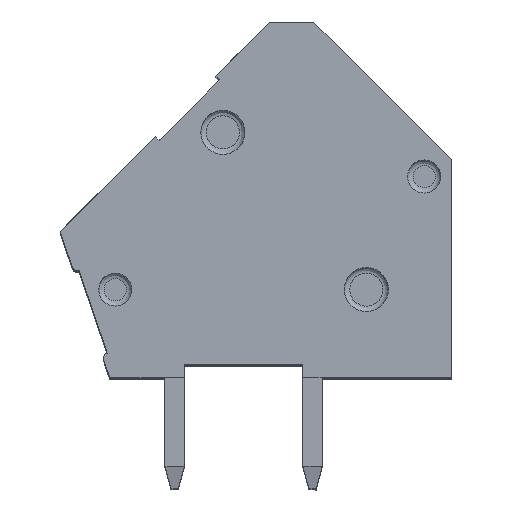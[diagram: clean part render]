
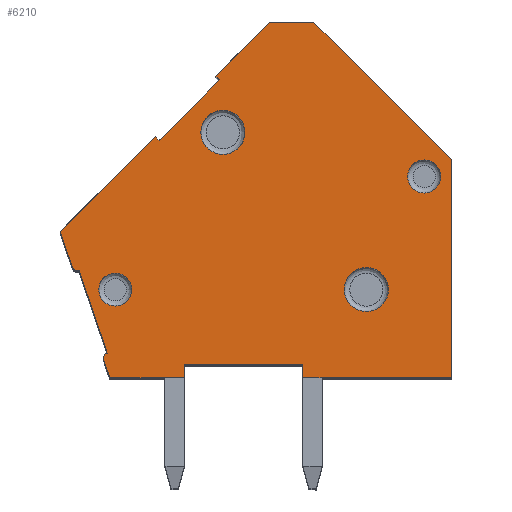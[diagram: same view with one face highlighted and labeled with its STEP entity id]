
A CAD part, top view. The second image highlights one B-rep face of the part: STEP entity #6210.
In plain terms, the highlighted planar face has unit normal (0, 0, 1).
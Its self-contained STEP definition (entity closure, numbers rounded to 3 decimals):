
#3698=CARTESIAN_POINT('',(-9.7,0.5,2.5));
#3699=VERTEX_POINT('',#3698);
#3706=CARTESIAN_POINT('',(-9.7,0.,2.5));
#3707=VERTEX_POINT('',#3706);
#3708=CARTESIAN_POINT('',(-9.7,0.5,2.5));
#3709=DIRECTION('',(0.0,-1.0,0.0));
#3710=VECTOR('',#3709,0.5);
#3711=LINE('',#3708,#3710);
#3712=EDGE_CURVE('',#3699,#3707,#3711,.T.);
#4230=CARTESIAN_POINT('',(-10.608,8.609,2.5));
#4231=VERTEX_POINT('',#4230);
#4238=CARTESIAN_POINT('',(-8.416,10.801,2.5));
#4239=VERTEX_POINT('',#4238);
#4240=CARTESIAN_POINT('',(-10.608,8.609,2.5));
#4241=DIRECTION('',(0.707,0.707,0.0));
#4242=VECTOR('',#4241,3.1);
#4243=LINE('',#4240,#4242);
#4244=EDGE_CURVE('',#4231,#4239,#4243,.T.);
#4277=CARTESIAN_POINT('',(-10.75,8.75,2.5));
#4278=VERTEX_POINT('',#4277);
#4285=CARTESIAN_POINT('',(-10.75,8.75,2.5));
#4286=DIRECTION('',(0.707,-0.707,0.0));
#4287=VECTOR('',#4286,0.2);
#4288=LINE('',#4285,#4287);
#4289=EDGE_CURVE('',#4278,#4231,#4288,.T.);
#4609=CARTESIAN_POINT('',(-11.6,3.2,2.5));
#4610=VERTEX_POINT('',#4609);
#4611=CARTESIAN_POINT('',(-12.2,3.2,2.5));
#4612=DIRECTION('',(0.0,0.0,-1.0));
#4613=DIRECTION('',(-1.0,0.0,0.0));
#4614=AXIS2_PLACEMENT_3D('',#4611,#4612,#4613);
#4615=CIRCLE('',#4614,0.6);
#4616=EDGE_CURVE('',#4610,#4610,#4615,.T.);
#4714=CARTESIAN_POINT('',(-0.4,7.3,2.5));
#4715=VERTEX_POINT('',#4714);
#4716=CARTESIAN_POINT('',(-1.,7.3,2.5));
#4717=DIRECTION('',(0.0,0.0,-1.0));
#4718=DIRECTION('',(-1.0,0.0,0.0));
#4719=AXIS2_PLACEMENT_3D('',#4716,#4717,#4718);
#4720=CIRCLE('',#4719,0.6);
#4721=EDGE_CURVE('',#4715,#4715,#4720,.T.);
#4819=CARTESIAN_POINT('',(-2.3,3.2,2.5));
#4820=VERTEX_POINT('',#4819);
#4821=CARTESIAN_POINT('',(-3.1,3.2,2.5));
#4822=DIRECTION('',(0.0,0.0,-1.0));
#4823=DIRECTION('',(-1.0,0.0,0.0));
#4824=AXIS2_PLACEMENT_3D('',#4821,#4822,#4823);
#4825=CIRCLE('',#4824,0.8);
#4826=EDGE_CURVE('',#4820,#4820,#4825,.T.);
#4942=CARTESIAN_POINT('',(-7.5,8.9,2.5));
#4943=VERTEX_POINT('',#4942);
#4944=CARTESIAN_POINT('',(-8.3,8.9,2.5));
#4945=DIRECTION('',(0.0,0.0,-1.0));
#4946=DIRECTION('',(-1.0,0.0,0.0));
#4947=AXIS2_PLACEMENT_3D('',#4944,#4945,#4946);
#4948=CIRCLE('',#4947,0.8);
#4949=EDGE_CURVE('',#4943,#4943,#4948,.T.);
#5625=CARTESIAN_POINT('',(-5.4,0.,2.5));
#5626=VERTEX_POINT('',#5625);
#5633=CARTESIAN_POINT('',(-5.4,0.5,2.5));
#5634=VERTEX_POINT('',#5633);
#5635=CARTESIAN_POINT('',(-5.4,0.,2.5));
#5636=DIRECTION('',(0.0,1.0,0.0));
#5637=VECTOR('',#5636,0.5);
#5638=LINE('',#5635,#5637);
#5639=EDGE_CURVE('',#5626,#5634,#5638,.T.);
#5690=CARTESIAN_POINT('',(-12.4,0.,2.5));
#5691=VERTEX_POINT('',#5690);
#5692=CARTESIAN_POINT('',(-9.7,0.,2.5));
#5693=DIRECTION('',(-1.0,0.0,0.0));
#5694=VECTOR('',#5693,2.7);
#5695=LINE('',#5692,#5694);
#5696=EDGE_CURVE('',#3707,#5691,#5695,.T.);
#5847=CARTESIAN_POINT('',(0.0,0.0,2.5));
#5848=VERTEX_POINT('',#5847);
#5855=CARTESIAN_POINT('',(0.0,0.0,2.5));
#5856=DIRECTION('',(-1.0,0.0,0.0));
#5857=VECTOR('',#5856,5.4);
#5858=LINE('',#5855,#5857);
#5859=EDGE_CURVE('',#5848,#5626,#5858,.T.);
#5873=CARTESIAN_POINT('',(-12.62,0.646,2.5));
#5874=VERTEX_POINT('',#5873);
#5875=CARTESIAN_POINT('',(-12.4,0.,2.5));
#5876=DIRECTION('',(-0.322,0.947,0.0));
#5877=VECTOR('',#5876,0.683);
#5878=LINE('',#5875,#5877);
#5879=EDGE_CURVE('',#5691,#5874,#5878,.T.);
#5896=CARTESIAN_POINT('',(-13.513,3.9,2.5));
#5897=VERTEX_POINT('',#5896);
#5898=CARTESIAN_POINT('',(-13.767,4.025,2.5));
#5899=VERTEX_POINT('',#5898);
#5900=CARTESIAN_POINT('',(-13.578,4.089,2.5));
#5901=DIRECTION('',(0.0,0.0,-1.));
#5902=DIRECTION('',(0.947,0.322,0.0));
#5903=AXIS2_PLACEMENT_3D('',#5900,#5901,#5902);
#5904=CIRCLE('',#5903,0.2);
#5905=EDGE_CURVE('',#5897,#5899,#5904,.T.);
#5928=CARTESIAN_POINT('',(-14.2,5.3,2.5));
#5929=VERTEX_POINT('',#5928);
#5930=CARTESIAN_POINT('',(-13.767,4.025,2.5));
#5931=DIRECTION('',(-0.322,0.947,0.0));
#5932=VECTOR('',#5931,1.346);
#5933=LINE('',#5930,#5932);
#5934=EDGE_CURVE('',#5899,#5929,#5933,.T.);
#5961=CARTESIAN_POINT('',(-14.2,5.3,2.5));
#5962=DIRECTION('',(0.707,0.707,0.0));
#5963=VECTOR('',#5962,4.879);
#5964=LINE('',#5961,#5963);
#5965=EDGE_CURVE('',#5929,#4278,#5964,.T.);
#5990=CARTESIAN_POINT('',(-8.558,10.942,2.5));
#5991=VERTEX_POINT('',#5990);
#5992=CARTESIAN_POINT('',(-8.416,10.801,2.5));
#5993=DIRECTION('',(-0.707,0.707,0.0));
#5994=VECTOR('',#5993,0.2);
#5995=LINE('',#5992,#5994);
#5996=EDGE_CURVE('',#4239,#5991,#5995,.T.);
#6014=CARTESIAN_POINT('',(-6.6,12.9,2.5));
#6015=VERTEX_POINT('',#6014);
#6016=CARTESIAN_POINT('',(-8.558,10.942,2.5));
#6017=DIRECTION('',(0.707,0.707,0.0));
#6018=VECTOR('',#6017,2.769);
#6019=LINE('',#6016,#6018);
#6020=EDGE_CURVE('',#5991,#6015,#6019,.T.);
#6044=CARTESIAN_POINT('',(-5.,12.9,2.5));
#6045=VERTEX_POINT('',#6044);
#6046=CARTESIAN_POINT('',(-6.6,12.9,2.5));
#6047=DIRECTION('',(1.0,0.0,0.0));
#6048=VECTOR('',#6047,1.6);
#6049=LINE('',#6046,#6048);
#6050=EDGE_CURVE('',#6015,#6045,#6049,.T.);
#6068=CARTESIAN_POINT('',(0.,7.9,2.5));
#6069=VERTEX_POINT('',#6068);
#6070=CARTESIAN_POINT('',(-5.,12.9,2.5));
#6071=DIRECTION('',(0.707,-0.707,0.0));
#6072=VECTOR('',#6071,7.071);
#6073=LINE('',#6070,#6072);
#6074=EDGE_CURVE('',#6045,#6069,#6073,.T.);
#6101=CARTESIAN_POINT('',(0.,7.9,2.5));
#6102=DIRECTION('',(0.0,-1.0,0.0));
#6103=VECTOR('',#6102,7.9);
#6104=LINE('',#6101,#6103);
#6105=EDGE_CURVE('',#6069,#5848,#6104,.T.);
#6117=CARTESIAN_POINT('',(-12.494,0.9,2.5));
#6118=VERTEX_POINT('',#6117);
#6119=CARTESIAN_POINT('',(-12.494,0.9,2.5));
#6120=DIRECTION('',(-0.322,0.947,0.0));
#6121=VECTOR('',#6120,3.168);
#6122=LINE('',#6119,#6121);
#6123=EDGE_CURVE('',#6118,#5897,#6122,.T.);
#6141=CARTESIAN_POINT('',(-12.43,0.711,2.5));
#6142=DIRECTION('',(0.0,0.0,-1.0));
#6143=DIRECTION('',(0.322,-0.947,0.0));
#6144=AXIS2_PLACEMENT_3D('',#6141,#6142,#6143);
#6145=CIRCLE('',#6144,0.2);
#6146=EDGE_CURVE('',#5874,#6118,#6145,.T.);
#6159=CARTESIAN_POINT('',(-5.4,0.5,2.5));
#6160=DIRECTION('',(-1.0,0.0,0.0));
#6161=VECTOR('',#6160,4.3);
#6162=LINE('',#6159,#6161);
#6163=EDGE_CURVE('',#5634,#3699,#6162,.T.);
#6173=CARTESIAN_POINT('',(-7.1,6.45,2.5));
#6174=DIRECTION('',(0.0,0.0,1.0));
#6175=DIRECTION('',(1.0,0.0,0.0));
#6176=AXIS2_PLACEMENT_3D('',#6173,#6174,#6175);
#6177=PLANE('',#6176);
#6178=ORIENTED_EDGE('',*,*,#6105,.F.);
#6179=ORIENTED_EDGE('',*,*,#6074,.F.);
#6180=ORIENTED_EDGE('',*,*,#6050,.F.);
#6181=ORIENTED_EDGE('',*,*,#6020,.F.);
#6182=ORIENTED_EDGE('',*,*,#5996,.F.);
#6183=ORIENTED_EDGE('',*,*,#4244,.F.);
#6184=ORIENTED_EDGE('',*,*,#4289,.F.);
#6185=ORIENTED_EDGE('',*,*,#5965,.F.);
#6186=ORIENTED_EDGE('',*,*,#5934,.F.);
#6187=ORIENTED_EDGE('',*,*,#5905,.F.);
#6188=ORIENTED_EDGE('',*,*,#6123,.F.);
#6189=ORIENTED_EDGE('',*,*,#6146,.F.);
#6190=ORIENTED_EDGE('',*,*,#5879,.F.);
#6191=ORIENTED_EDGE('',*,*,#5696,.F.);
#6192=ORIENTED_EDGE('',*,*,#3712,.F.);
#6193=ORIENTED_EDGE('',*,*,#6163,.F.);
#6194=ORIENTED_EDGE('',*,*,#5639,.F.);
#6195=ORIENTED_EDGE('',*,*,#5859,.F.);
#6196=EDGE_LOOP('',(#6178,#6179,#6180,#6181,#6182,#6183,#6184,#6185,#6186,#6187,#6188,#6189,#6190,#6191,#6192,#6193,#6194,#6195));
#6197=FACE_OUTER_BOUND('',#6196,.T.);
#6198=ORIENTED_EDGE('',*,*,#4826,.T.);
#6199=EDGE_LOOP('',(#6198));
#6200=FACE_BOUND('',#6199,.T.);
#6201=ORIENTED_EDGE('',*,*,#4949,.T.);
#6202=EDGE_LOOP('',(#6201));
#6203=FACE_BOUND('',#6202,.T.);
#6204=ORIENTED_EDGE('',*,*,#4721,.T.);
#6205=EDGE_LOOP('',(#6204));
#6206=FACE_BOUND('',#6205,.T.);
#6207=ORIENTED_EDGE('',*,*,#4616,.T.);
#6208=EDGE_LOOP('',(#6207));
#6209=FACE_BOUND('',#6208,.T.);
#6210=ADVANCED_FACE('',(#6197,#6200,#6203,#6206,#6209),#6177,.T.);
